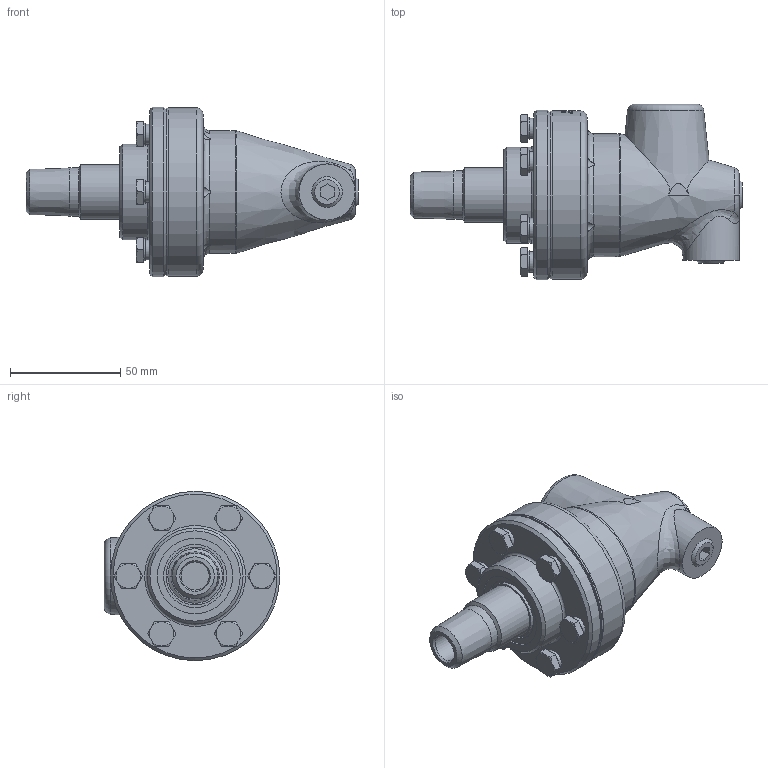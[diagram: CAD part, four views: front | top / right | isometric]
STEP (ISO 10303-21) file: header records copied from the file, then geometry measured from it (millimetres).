
FILE_DESCRIPTION(/* description */ (''),/* implementation_level */ '2;1');
FILE_NAME(/* name */ 'BC-54100-08-51-IC.stp',/* time_stamp */ '2020-05-19T15:47:21-05:00',/* author */ ('dyurkovich'),/* organization */ (''),/* preprocessor_version */ 'ST-DEVELOPER v18',/* originating_system */ 'Autodesk Inventor 2020',/* authorisation */ '');
FILE_SCHEMA (('AUTOMOTIVE_DESIGN { 1 0 10303 214 3 1 1 }'));
Products named in the file (1): BC-54100-08-51-IC
Bounding box: 150.31 x 79.5 x 76.71 mm (x, y, z)
Volume: 269885.7 mm3; surface area: 41958.1 mm2
Topology: 1 solids, 6 shells, 617 faces, 1619 edges, 1075 vertices
Faces by surface type: plane 233, bspline 193, cylinder 100, cone 73, torus 18
Full cylindrical faces by diameter (mm): 4.978 x6, 6.35 x6, 7.366 x6, 7.62 x6, 10.001 x6, 12.7 x1, 17.475 x1, 21.849 x1, 24.7 x1, 25.4 x1, 26.162 x2, 28.575 x1, 34.188 x1, 43.434 x1, 55.626 x1, 75.946 x1, 76.2 x1, 76.708 x1
Entity records: 61861 total; most frequent: CARTESIAN_POINT 47159, ORIENTED_EDGE 3234, DIRECTION 2610, EDGE_CURVE 1617, VERTEX_POINT 1075, AXIS2_PLACEMENT_3D 1004, EDGE_LOOP 696, FACE_OUTER_BOUND 617
